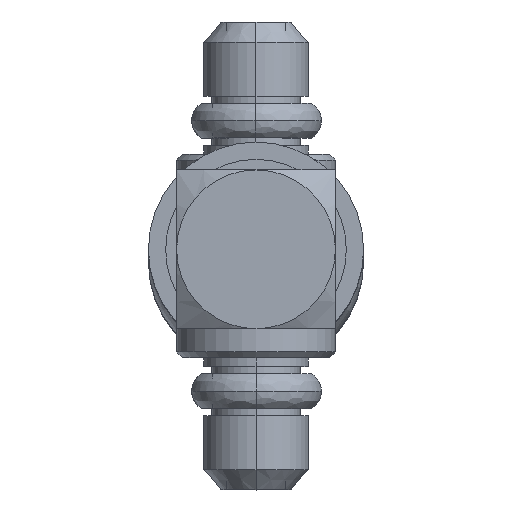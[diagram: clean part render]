
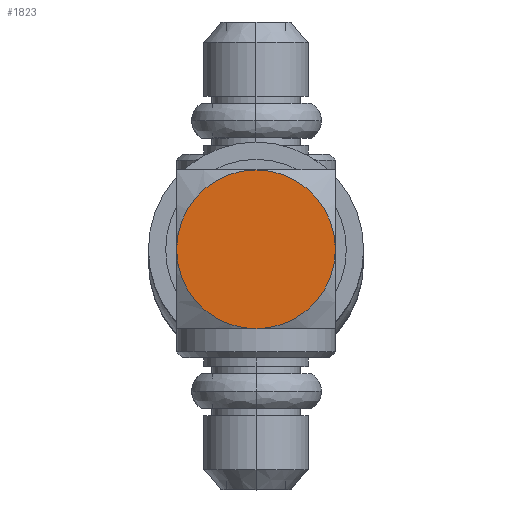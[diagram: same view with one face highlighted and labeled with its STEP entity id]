
A CAD part, top view. The second image highlights one B-rep face of the part: STEP entity #1823.
In plain terms, the highlighted face is planar.
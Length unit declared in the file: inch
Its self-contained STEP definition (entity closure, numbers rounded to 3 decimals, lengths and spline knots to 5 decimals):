
#59 = CIRCLE ( 'NONE', #310, 0.069 ) ;
#81 = FACE_OUTER_BOUND ( 'NONE', #284, .T. ) ;
#171 = DIRECTION ( 'NONE',  ( 1., 0., 0. ) ) ;
#240 = CARTESIAN_POINT ( 'NONE',  ( -0.069, 0., 0. ) ) ;
#284 = EDGE_LOOP ( 'NONE', ( #1030, #1602, #593, #2294 ) ) ;
#310 = AXIS2_PLACEMENT_3D ( 'NONE', #1191, #171, #998 ) ;
#402 = AXIS2_PLACEMENT_3D ( 'NONE', #240, #1761, #635 ) ;
#455 = CARTESIAN_POINT ( 'NONE',  ( -0.069, 0., 0. ) ) ;
#488 = CARTESIAN_POINT ( 'NONE',  ( -0.069, -0.069, 0.069 ) ) ;
#570 = EDGE_CURVE ( 'NONE', #750, #2056, #2394, .T. ) ;
#593 = ORIENTED_EDGE ( 'NONE', *, *, #570, .F. ) ;
#630 = DIRECTION ( 'NONE',  ( 1., 0., 0. ) ) ;
#635 = DIRECTION ( 'NONE',  ( 0., 0., -1. ) ) ;
#750 = VERTEX_POINT ( 'NONE', #1777 ) ;
#763 = VERTEX_POINT ( 'NONE', #2328 ) ;
#793 = EDGE_CURVE ( 'NONE', #763, #1798, #59, .T. ) ;
#839 = DIRECTION ( 'NONE',  ( 1., 0., 0. ) ) ;
#935 = CIRCLE ( 'NONE', #402, 0.069 ) ;
#998 = DIRECTION ( 'NONE',  ( 0., 0., -1. ) ) ;
#1030 = ORIENTED_EDGE ( 'NONE', *, *, #793, .F. ) ;
#1070 = DIRECTION ( 'NONE',  ( 0., 0., -1. ) ) ;
#1144 = AXIS2_PLACEMENT_3D ( 'NONE', #455, #1877, #1070 ) ;
#1191 = CARTESIAN_POINT ( 'NONE',  ( -0.069, 0., 0. ) ) ;
#1241 = DIRECTION ( 'NONE',  ( 0., 0., -1. ) ) ;
#1455 = AXIS2_PLACEMENT_3D ( 'NONE', #1814, #630, #1829 ) ;
#1602 = ORIENTED_EDGE ( 'NONE', *, *, #2378, .F. ) ;
#1754 = CIRCLE ( 'NONE', #1144, 0.069 ) ;
#1761 = DIRECTION ( 'NONE',  ( 1., 0., 0. ) ) ;
#1777 = CARTESIAN_POINT ( 'NONE',  ( -0.069, 0.069, 0. ) ) ;
#1798 = VERTEX_POINT ( 'NONE', #2006 ) ;
#1814 = CARTESIAN_POINT ( 'NONE',  ( -0.069, 0., 0. ) ) ;
#1823 = ADVANCED_FACE ( 'NONE', ( #81 ), #2243, .F. ) ;
#1829 = DIRECTION ( 'NONE',  ( 0., 0., -1. ) ) ;
#1877 = DIRECTION ( 'NONE',  ( 1., 0., 0. ) ) ;
#2006 = CARTESIAN_POINT ( 'NONE',  ( -0.069, 0., -0.069 ) ) ;
#2056 = VERTEX_POINT ( 'NONE', #2273 ) ;
#2077 = AXIS2_PLACEMENT_3D ( 'NONE', #488, #839, #1241 ) ;
#2243 = PLANE ( 'NONE',  #2077 ) ;
#2273 = CARTESIAN_POINT ( 'NONE',  ( -0.069, 0., 0.069 ) ) ;
#2294 = ORIENTED_EDGE ( 'NONE', *, *, #2333, .F. ) ;
#2328 = CARTESIAN_POINT ( 'NONE',  ( -0.069, -0.069, 0. ) ) ;
#2333 = EDGE_CURVE ( 'NONE', #1798, #750, #935, .T. ) ;
#2378 = EDGE_CURVE ( 'NONE', #2056, #763, #1754, .T. ) ;
#2394 = CIRCLE ( 'NONE', #1455, 0.069 ) ;
